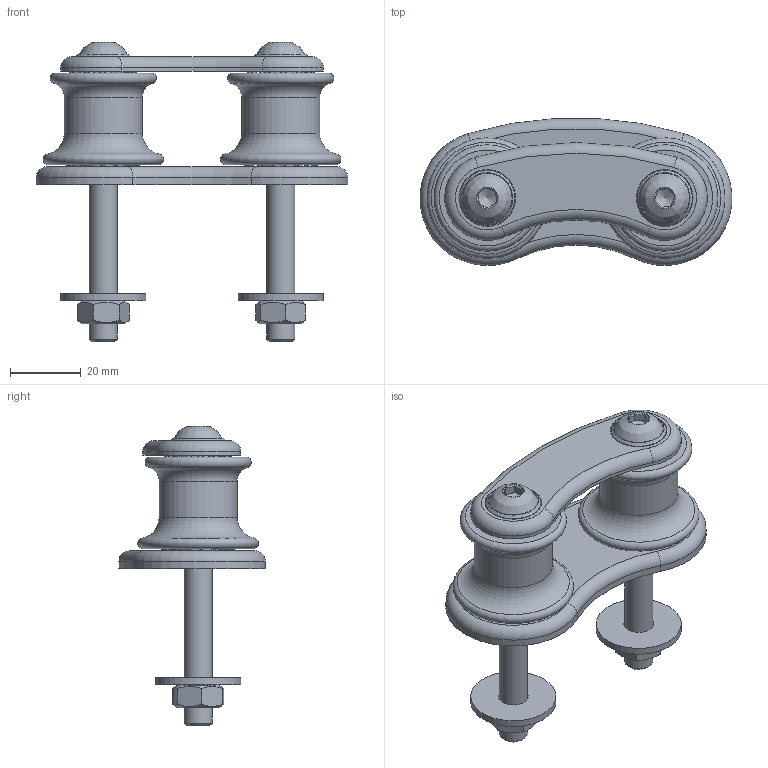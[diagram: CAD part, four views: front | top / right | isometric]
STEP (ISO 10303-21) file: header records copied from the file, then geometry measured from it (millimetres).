
FILE_DESCRIPTION(/* description */ (''),/* implementation_level */ '2;1');
FILE_NAME(/* name */ '522.031.stp',/* time_stamp */ '2021-07-29T16:03:51+02:00',/* author */ ('lucade'),/* organization */ (''),/* preprocessor_version */ 'ST-DEVELOPER v18.1',/* originating_system */ 'Autodesk Inventor 2021',/* authorisation */ '');
FILE_SCHEMA (('AUTOMOTIVE_DESIGN { 1 0 10303 214 3 1 1 }'));
Length unit declared in the file: millimetre
Products named in the file (1): 21072912
Bounding box: 87.92 x 41.4 x 84.4 mm (x, y, z)
Volume: 53273.7 mm3; surface area: 33879.1 mm2
Topology: 71 solids, 75 shells, 260 faces, 642 edges, 418 vertices
Faces by surface type: plane 76, sphere 68, cylinder 48, torus 44, cone 22, bspline 2
Full cylindrical faces by diameter (mm): 8 x4, 8.2 x6, 8.4 x2, 12 x6, 12.2 x2, 14 x4, 14.2 x2, 15.6 x2, 16 x2, 16.2 x2, 21 x2, 22 x2, 23 x2, 24 x2
Entity records: 7155 total; most frequent: DIRECTION 1344, CARTESIAN_POINT 1311, ORIENTED_EDGE 1008, AXIS2_PLACEMENT_3D 619, EDGE_CURVE 504, VERTEX_POINT 418, CIRCLE 360, EDGE_LOOP 302
